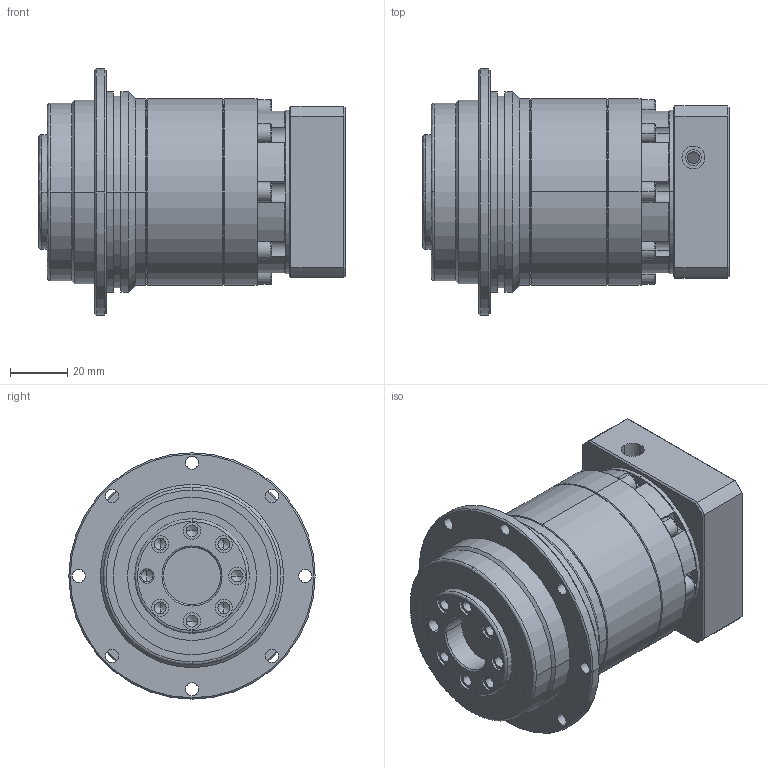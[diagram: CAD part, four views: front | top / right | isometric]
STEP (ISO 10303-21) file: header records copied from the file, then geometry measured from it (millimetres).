
FILE_DESCRIPTION (( 'STEP AP214' ), '1' );
FILE_NAME ('SD064-L2-14-50-70-M4-M5.STEP', '2022-02-19T07:55:50', ( 'admin' ), ( '' ), 'SwSTEP 2.0', 'SolidWorks 2013', '' );
FILE_SCHEMA (( 'AUTOMOTIVE_DESIGN' ));
Length unit declared in the file: millimetre
Products named in the file (4): 60_X2_8F9351656CD55170_X0_-50-70M4; PB060-L2_X2_58F34F537AEF_X0_-14; SD064; SD064-L2-14-50-70-M4-M5
Assembly tree (3 placements, depth 2):
  SD064-L2-14-50-70-M4-M5
    SD064
    PB060-L2_X2_58F34F537AEF_X0_-14
    60_X2_8F9351656CD55170_X0_-50-70M4
Bounding box: 107 x 86 x 86 mm (x, y, z)
Volume: 273990.9 mm3; surface area: 69731.7 mm2
Topology: 4 solids, 4 shells, 673 faces, 1621 edges, 979 vertices
Faces by surface type: cylinder 256, plane 236, cone 146, bspline 35
Entity records: 27724 total; most frequent: CARTESIAN_POINT 4627, DIRECTION 3393, ORIENTED_EDGE 3106, EDGE_CURVE 1553, AXIS2_PLACEMENT_3D 1309, VERTEX_POINT 979, EDGE_LOOP 794, VECTOR 775
